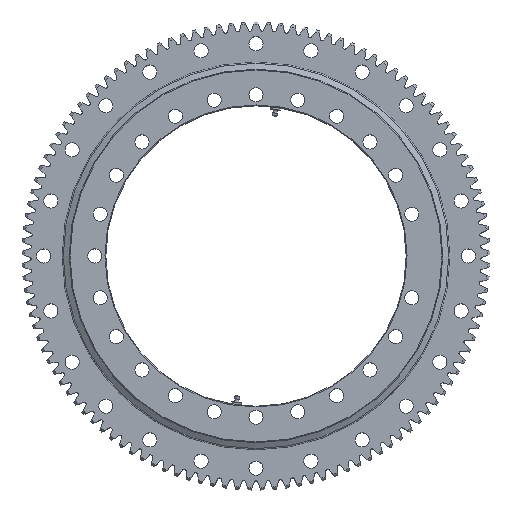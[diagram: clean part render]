
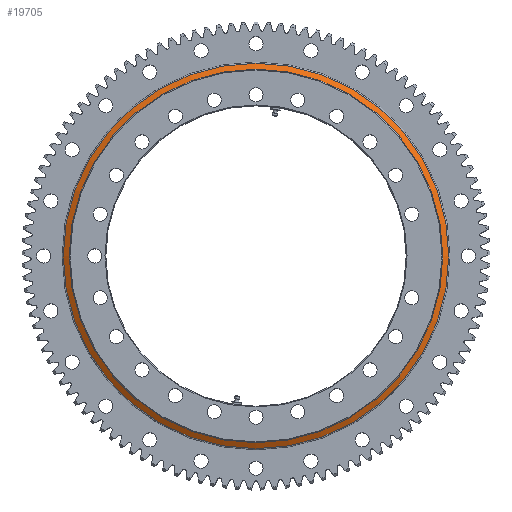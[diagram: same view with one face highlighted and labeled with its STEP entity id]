
A CAD part, top view. The second image highlights one B-rep face of the part: STEP entity #19705.
In plain terms, the highlighted conical face has half-angle 58.57 degrees and reference radius 237.5 mm.
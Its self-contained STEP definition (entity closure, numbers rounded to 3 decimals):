
#1295 = EDGE_CURVE ( 'NONE', #46516, #46516, #27267, .T. ) ;
#2479 = CARTESIAN_POINT ( 'NONE',  ( 230.5, -2.61, -245.044 ) ) ;
#3668 = CIRCLE ( 'NONE', #6175, 245.044 ) ;
#4561 = DIRECTION ( 'NONE',  ( 0., -1., 0. ) ) ;
#4981 = EDGE_CURVE ( 'NONE', #8012, #8012, #3668, .T. ) ;
#6175 = AXIS2_PLACEMENT_3D ( 'NONE', #22808, #22352, #8458 ) ;
#7542 = EDGE_LOOP ( 'NONE', ( #31236 ) ) ;
#8012 = VERTEX_POINT ( 'NONE', #2479 ) ;
#8458 = DIRECTION ( 'NONE',  ( 0., 0., -1. ) ) ;
#9136 = ORIENTED_EDGE ( 'NONE', *, *, #1295, .T. ) ;
#15475 = DIRECTION ( 'NONE',  ( 0., 0., -1. ) ) ;
#17346 = DIRECTION ( 'NONE',  ( 0., -1., 0. ) ) ;
#19303 = FACE_OUTER_BOUND ( 'NONE', #7542, .T. ) ;
#19705 = ADVANCED_FACE ( 'NONE', ( #19303, #31759 ), #24966, .T. ) ;
#22352 = DIRECTION ( 'NONE',  ( 0., -1., 0. ) ) ;
#22808 = CARTESIAN_POINT ( 'NONE',  ( 230.5, -2.61, 0. ) ) ;
#24966 = CONICAL_SURFACE ( 'NONE', #43102, 237.5, 1.022 ) ;
#26647 = EDGE_LOOP ( 'NONE', ( #9136 ) ) ;
#27267 = CIRCLE ( 'NONE', #41840, 237.5 ) ;
#31236 = ORIENTED_EDGE ( 'NONE', *, *, #4981, .F. ) ;
#31759 = FACE_BOUND ( 'NONE', #26647, .T. ) ;
#33347 = CARTESIAN_POINT ( 'NONE',  ( 230.5, 2., 0. ) ) ;
#39061 = CARTESIAN_POINT ( 'NONE',  ( 230.5, 2., 0. ) ) ;
#40955 = CARTESIAN_POINT ( 'NONE',  ( 230.5, 2., -237.5 ) ) ;
#41840 = AXIS2_PLACEMENT_3D ( 'NONE', #39061, #17346, #46363 ) ;
#43102 = AXIS2_PLACEMENT_3D ( 'NONE', #33347, #4561, #15475 ) ;
#46363 = DIRECTION ( 'NONE',  ( 0., 0., -1. ) ) ;
#46516 = VERTEX_POINT ( 'NONE', #40955 ) ;
